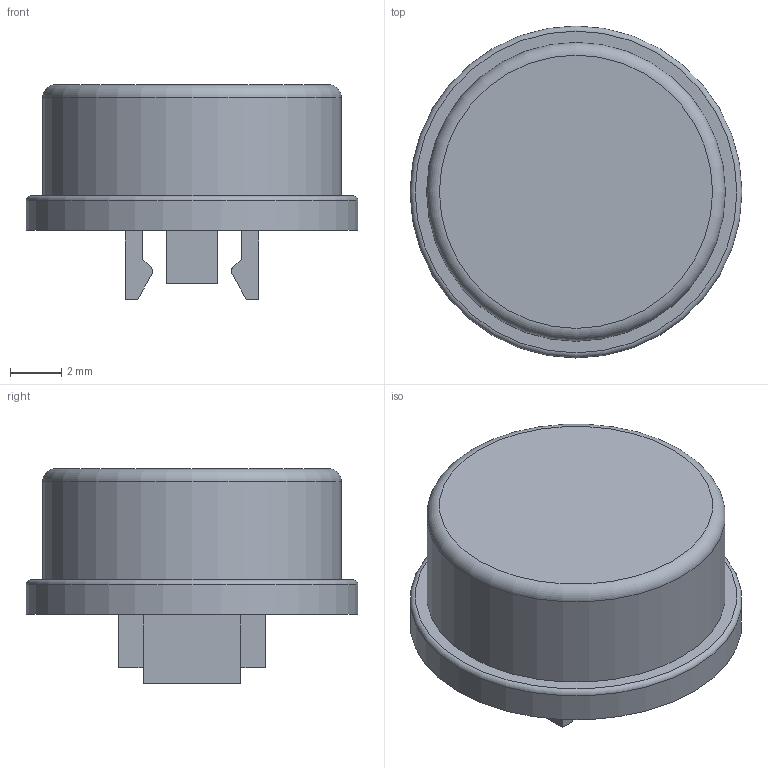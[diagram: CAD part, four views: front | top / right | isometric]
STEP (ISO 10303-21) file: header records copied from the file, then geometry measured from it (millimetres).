
FILE_DESCRIPTION(/* description */ ('FreeCAD Model'),/* implementation_level */ '2;1');
FILE_NAME(/* name */ 'KLS7_TS1204_12x12-Cap_Yellow v1.step',/* time_stamp */ '2024-09-04T16:11:09+03:00',/* author */ (''),/* organization */ (''),/* preprocessor_version */ 'ST-DEVELOPER v20',/* originating_system */ 'Autodesk Translation Framework v13.14.0.145',/* authorisation */ '');
FILE_SCHEMA (('AUTOMOTIVE_DESIGN { 1 0 10303 214 3 1 1 }'));
Length unit declared in the file: millimetre
Products named in the file (2): KLS7_TS1204_Cap_Gray; Cap001
Assembly tree (1 placements, depth 2):
  KLS7_TS1204_Cap_Gray
    Cap001
Bounding box: 13 x 13 x 8.4 mm (x, y, z)
Volume: 388.1 mm3; surface area: 838.5 mm2
Topology: 1 solids, 1 shells, 42 faces, 106 edges, 70 vertices
Faces by surface type: plane 34, cylinder 6, torus 2
Full cylindrical faces by diameter (mm): 11.7 x1, 13 x1
Entity records: 1310 total; most frequent: CARTESIAN_POINT 221, ORIENTED_EDGE 212, DIRECTION 212, EDGE_CURVE 106, LINE 90, VECTOR 90, VERTEX_POINT 70, AXIS2_PLACEMENT_3D 61
